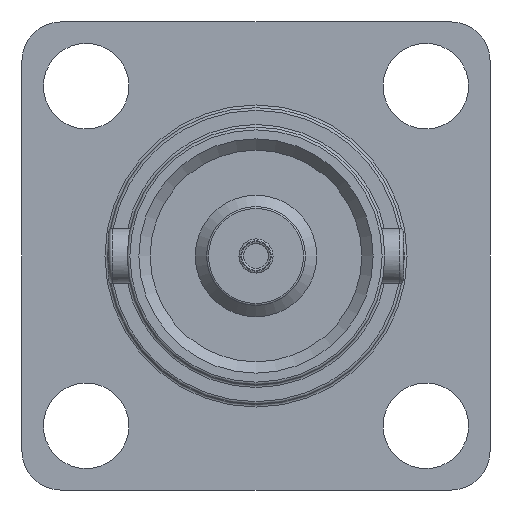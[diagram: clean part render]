
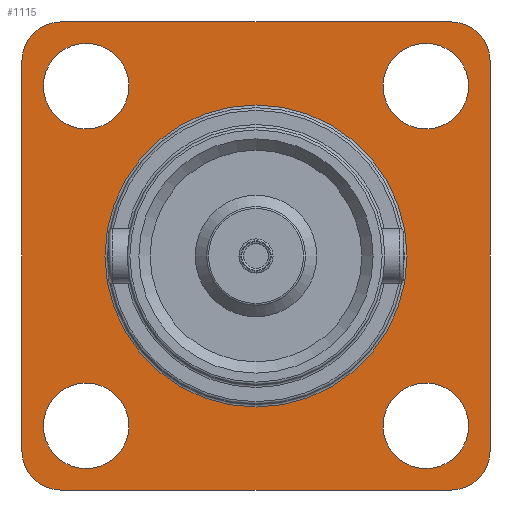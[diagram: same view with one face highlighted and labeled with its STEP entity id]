
A CAD part, front view. The second image highlights one B-rep face of the part: STEP entity #1115.
In plain terms, the highlighted planar face has unit normal (0, -1, 0).
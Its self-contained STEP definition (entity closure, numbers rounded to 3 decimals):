
#26=LINE('',#1562,#50);
#30=LINE('',#1574,#54);
#34=LINE('',#1586,#58);
#38=LINE('',#1617,#62);
#50=VECTOR('',#1297,1000.);
#54=VECTOR('',#1309,1000.);
#58=VECTOR('',#1321,1000.);
#62=VECTOR('',#1357,1000.);
#88=PLANE('',#1196);
#154=ORIENTED_EDGE('',*,*,#307,.T.);
#155=ORIENTED_EDGE('',*,*,#303,.T.);
#156=ORIENTED_EDGE('',*,*,#301,.F.);
#157=ORIENTED_EDGE('',*,*,#299,.F.);
#158=ORIENTED_EDGE('',*,*,#297,.T.);
#159=ORIENTED_EDGE('',*,*,#277,.F.);
#160=ORIENTED_EDGE('',*,*,#306,.F.);
#161=ORIENTED_EDGE('',*,*,#295,.F.);
#162=ORIENTED_EDGE('',*,*,#292,.F.);
#163=ORIENTED_EDGE('',*,*,#289,.F.);
#164=ORIENTED_EDGE('',*,*,#286,.F.);
#165=ORIENTED_EDGE('',*,*,#283,.F.);
#166=ORIENTED_EDGE('',*,*,#280,.F.);
#277=EDGE_CURVE('',#358,#359,#424,.T.);
#280=EDGE_CURVE('',#359,#361,#26,.T.);
#283=EDGE_CURVE('',#361,#363,#426,.T.);
#286=EDGE_CURVE('',#363,#365,#30,.T.);
#289=EDGE_CURVE('',#365,#367,#428,.T.);
#292=EDGE_CURVE('',#367,#369,#34,.T.);
#295=EDGE_CURVE('',#369,#371,#430,.T.);
#297=EDGE_CURVE('',#372,#372,#431,.T.);
#299=EDGE_CURVE('',#374,#374,#433,.T.);
#301=EDGE_CURVE('',#376,#376,#435,.T.);
#303=EDGE_CURVE('',#378,#378,#437,.T.);
#306=EDGE_CURVE('',#371,#358,#38,.T.);
#307=EDGE_CURVE('',#380,#380,#439,.T.);
#358=VERTEX_POINT('',#1555);
#359=VERTEX_POINT('',#1557);
#361=VERTEX_POINT('',#1563);
#363=VERTEX_POINT('',#1569);
#365=VERTEX_POINT('',#1575);
#367=VERTEX_POINT('',#1581);
#369=VERTEX_POINT('',#1587);
#371=VERTEX_POINT('',#1593);
#372=VERTEX_POINT('',#1597);
#374=VERTEX_POINT('',#1602);
#376=VERTEX_POINT('',#1607);
#378=VERTEX_POINT('',#1612);
#380=VERTEX_POINT('',#1620);
#424=CIRCLE('',#1170,1.45);
#426=CIRCLE('',#1174,1.45);
#428=CIRCLE('',#1178,1.45);
#430=CIRCLE('',#1182,1.45);
#431=CIRCLE('',#1184,1.6);
#433=CIRCLE('',#1187,1.6);
#435=CIRCLE('',#1190,1.6);
#437=CIRCLE('',#1193,1.6);
#439=CIRCLE('',#1197,5.646);
#495=EDGE_LOOP('',(#154));
#496=EDGE_LOOP('',(#155));
#497=EDGE_LOOP('',(#156));
#498=EDGE_LOOP('',(#157));
#499=EDGE_LOOP('',(#158));
#500=EDGE_LOOP('',(#159,#160,#161,#162,#163,#164,#165,#166));
#601=FACE_BOUND('',#495,.T.);
#602=FACE_BOUND('',#496,.T.);
#603=FACE_BOUND('',#497,.T.);
#604=FACE_BOUND('',#498,.T.);
#605=FACE_BOUND('',#499,.T.);
#606=FACE_BOUND('',#500,.T.);
#1115=ADVANCED_FACE('',(#601,#602,#603,#604,#605,#606),#88,.F.);
#1170=AXIS2_PLACEMENT_3D('',#1556,#1291,#1292);
#1174=AXIS2_PLACEMENT_3D('',#1568,#1303,#1304);
#1178=AXIS2_PLACEMENT_3D('',#1580,#1315,#1316);
#1182=AXIS2_PLACEMENT_3D('',#1592,#1327,#1328);
#1184=AXIS2_PLACEMENT_3D('',#1596,#1332,#1333);
#1187=AXIS2_PLACEMENT_3D('',#1601,#1338,#1339);
#1190=AXIS2_PLACEMENT_3D('',#1606,#1344,#1345);
#1193=AXIS2_PLACEMENT_3D('',#1611,#1350,#1351);
#1196=AXIS2_PLACEMENT_3D('',#1618,#1358,#1359);
#1197=AXIS2_PLACEMENT_3D('',#1619,#1360,#1361);
#1291=DIRECTION('',(0.,1.,0.));
#1292=DIRECTION('',(-1.,0.,0.));
#1297=DIRECTION('',(-1.,0.,0.));
#1303=DIRECTION('',(0.,1.,0.));
#1304=DIRECTION('',(1.,0.,0.));
#1309=DIRECTION('',(0.,0.,1.));
#1315=DIRECTION('',(0.,1.,0.));
#1316=DIRECTION('',(1.,0.,0.));
#1321=DIRECTION('',(1.,0.,0.));
#1327=DIRECTION('',(0.,1.,0.));
#1328=DIRECTION('',(-1.,0.,0.));
#1332=DIRECTION('',(0.,1.,0.));
#1333=DIRECTION('',(1.,0.,0.));
#1338=DIRECTION('',(0.,-1.,0.));
#1339=DIRECTION('',(1.,0.,0.));
#1344=DIRECTION('',(0.,-1.,0.));
#1345=DIRECTION('',(1.,0.,0.));
#1350=DIRECTION('',(0.,1.,0.));
#1351=DIRECTION('',(1.,0.,0.));
#1357=DIRECTION('',(0.,0.,-1.));
#1358=DIRECTION('',(0.,1.,0.));
#1359=DIRECTION('',(0.,0.,1.));
#1360=DIRECTION('',(0.,1.,0.));
#1361=DIRECTION('',(0.,0.,1.));
#1555=CARTESIAN_POINT('',(8.75,-2.3,-7.3));
#1556=CARTESIAN_POINT('',(7.3,-2.3,-7.3));
#1557=CARTESIAN_POINT('',(7.3,-2.3,-8.75));
#1562=CARTESIAN_POINT('',(7.3,-2.3,-8.75));
#1563=CARTESIAN_POINT('',(-7.3,-2.3,-8.75));
#1568=CARTESIAN_POINT('',(-7.3,-2.3,-7.3));
#1569=CARTESIAN_POINT('',(-8.75,-2.3,-7.3));
#1574=CARTESIAN_POINT('',(-8.75,-2.3,-7.3));
#1575=CARTESIAN_POINT('',(-8.75,-2.3,7.3));
#1580=CARTESIAN_POINT('',(-7.3,-2.3,7.3));
#1581=CARTESIAN_POINT('',(-7.3,-2.3,8.75));
#1586=CARTESIAN_POINT('',(-7.3,-2.3,8.75));
#1587=CARTESIAN_POINT('',(7.3,-2.3,8.75));
#1592=CARTESIAN_POINT('',(7.3,-2.3,7.3));
#1593=CARTESIAN_POINT('',(8.75,-2.3,7.3));
#1596=CARTESIAN_POINT('',(6.35,-2.3,6.35));
#1597=CARTESIAN_POINT('',(7.95,-2.3,6.35));
#1601=CARTESIAN_POINT('',(6.35,-2.3,-6.35));
#1602=CARTESIAN_POINT('',(7.95,-2.3,-6.35));
#1606=CARTESIAN_POINT('',(-6.35,-2.3,6.35));
#1607=CARTESIAN_POINT('',(-4.75,-2.3,6.35));
#1611=CARTESIAN_POINT('',(-6.35,-2.3,-6.35));
#1612=CARTESIAN_POINT('',(-4.75,-2.3,-6.35));
#1617=CARTESIAN_POINT('',(8.75,-2.3,7.3));
#1618=CARTESIAN_POINT('',(7.3,-2.3,-7.3));
#1619=CARTESIAN_POINT('',(0.,-2.3,0.));
#1620=CARTESIAN_POINT('',(0.,-2.3,5.646));
